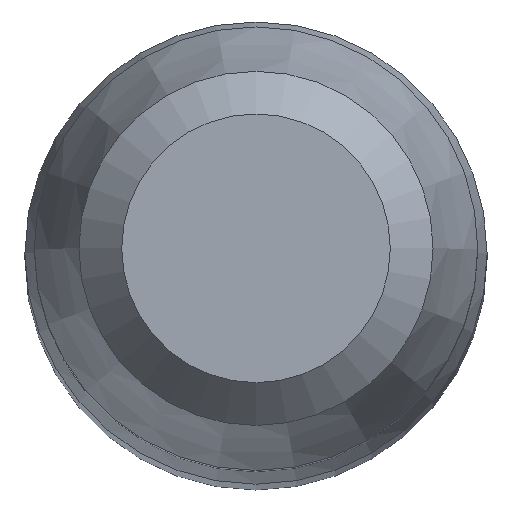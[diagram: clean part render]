
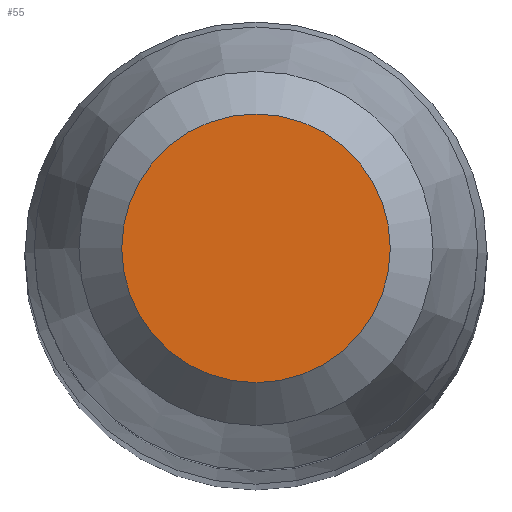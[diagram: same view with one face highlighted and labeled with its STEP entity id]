
A CAD part, top view. The second image highlights one B-rep face of the part: STEP entity #55.
In plain terms, the highlighted planar face has unit normal (0, 0, 1).
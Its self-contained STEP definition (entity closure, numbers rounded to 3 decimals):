
#35=PLANE('',#532);
#37=FACE_OUTER_BOUND('',#109,.T.);
#55=ADVANCED_FACE('',(#37),#35,.F.);
#109=EDGE_LOOP('',(#135));
#135=ORIENTED_EDGE('',*,*,#164,.T.);
#151=VERTEX_POINT('',#717);
#164=EDGE_CURVE('',#151,#151,#177,.T.);
#177=CIRCLE('',#531,1.24);
#531=AXIS2_PLACEMENT_3D('',#716,#623,#624);
#532=AXIS2_PLACEMENT_3D('',#718,#625,#626);
#623=DIRECTION('',(0.,0.,1.));
#624=DIRECTION('',(-1.,0.,0.));
#625=DIRECTION('',(0.,0.,-1.));
#626=DIRECTION('',(-1.,0.,0.));
#716=CARTESIAN_POINT('',(0.,0.,63.1));
#717=CARTESIAN_POINT('',(-1.24,0.,63.1));
#718=CARTESIAN_POINT('',(-10.5,0.,63.1));
